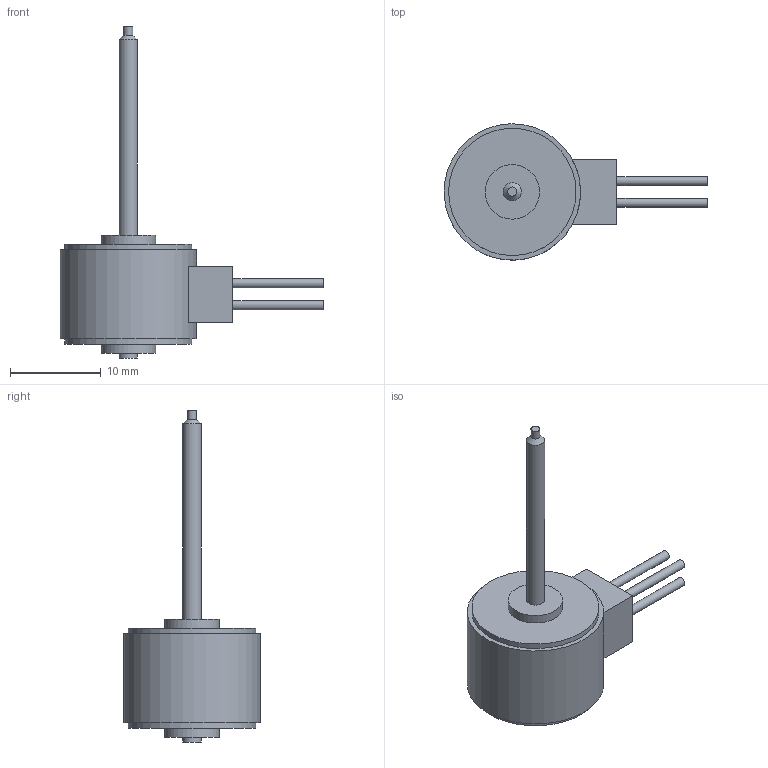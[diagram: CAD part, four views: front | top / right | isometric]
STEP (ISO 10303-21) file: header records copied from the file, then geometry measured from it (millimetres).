
FILE_DESCRIPTION((''),'2;1');
FILE_NAME('LSP1518M.stp','2012-12-06T14:31:48',('wei_j'),(''),'Autodesk Inventor 2010','Autodesk Inventor 2010','');
FILE_SCHEMA(('AUTOMOTIVE_DESIGN { 1 0 10303 214 1 1 1 1 }'));
Length unit declared in the file: millimetre
Products named in the file (1): LSP1518M
Bounding box: 29 x 14.99 x 36.5 mm (x, y, z)
Volume: 2267.2 mm3; surface area: 1294.7 mm2
Topology: 1 solids, 1 shells, 30 faces, 50 edges, 33 vertices
Faces by surface type: plane 17, cylinder 12, cone 1
Full cylindrical faces by diameter (mm): 1 x5, 2 x2, 6 x2, 14 x2, 15 x1
Entity records: 664 total; most frequent: DIRECTION 124, CARTESIAN_POINT 99, ORIENTED_EDGE 72, AXIS2_PLACEMENT_3D 57, EDGE_LOOP 54, EDGE_CURVE 36, VERTEX_POINT 32, FACE_OUTER_BOUND 30
